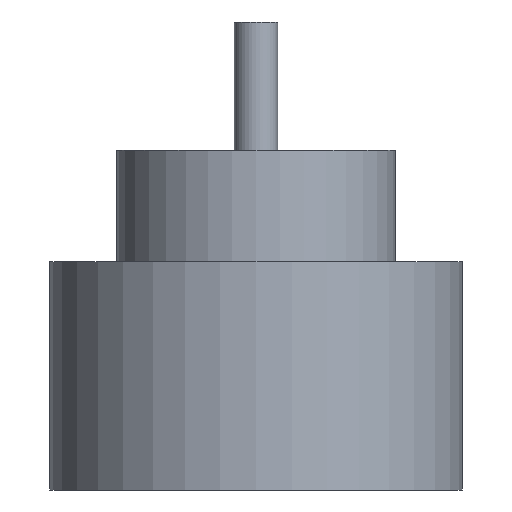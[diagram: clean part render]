
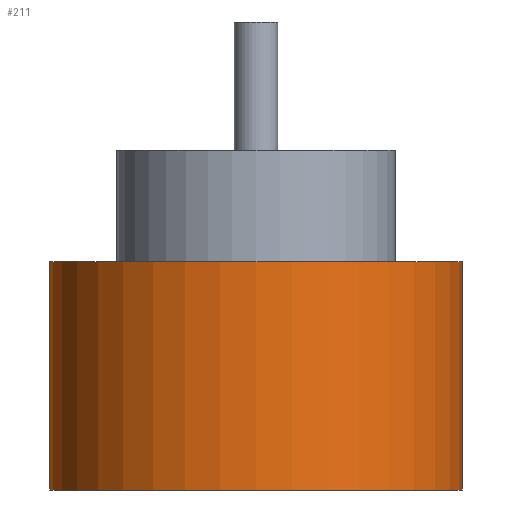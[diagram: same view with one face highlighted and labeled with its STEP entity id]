
A CAD part, front view. The second image highlights one B-rep face of the part: STEP entity #211.
In plain terms, the highlighted cylindrical face has radius 1.85 mm (diameter 3.7 mm), a partial arc.
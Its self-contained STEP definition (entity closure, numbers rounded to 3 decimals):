
#5 = CARTESIAN_POINT ( 'NONE',  ( 1.85, 0., 1.55 ) ) ;
#8 = AXIS2_PLACEMENT_3D ( 'NONE', #459, #792, #113 ) ;
#13 = EDGE_CURVE ( 'NONE', #579, #698, #777, .T. ) ;
#15 = CARTESIAN_POINT ( 'NONE',  ( -1.85, 0., 1.55 ) ) ;
#29 = EDGE_LOOP ( 'NONE', ( #480, #557, #436, #665 ) ) ;
#38 = LINE ( 'NONE', #364, #490 ) ;
#53 = CARTESIAN_POINT ( 'NONE',  ( 0., 0., 1.55 ) ) ;
#72 = VECTOR ( 'NONE', #638, 1000. ) ;
#78 = CARTESIAN_POINT ( 'NONE',  ( -1.85, 0., -0.5 ) ) ;
#81 = EDGE_CURVE ( 'NONE', #558, #690, #38, .T. ) ;
#104 = EDGE_CURVE ( 'NONE', #690, #698, #272, .T. ) ;
#113 = DIRECTION ( 'NONE',  ( 1., 0., 0. ) ) ;
#124 = DIRECTION ( 'NONE',  ( 0., 0., 1. ) ) ;
#127 = DIRECTION ( 'NONE',  ( -1., 0., 0. ) ) ;
#152 = EDGE_CURVE ( 'NONE', #558, #579, #319, .T. ) ;
#211 = ADVANCED_FACE ( 'NONE', ( #662 ), #730, .T. ) ;
#272 = CIRCLE ( 'NONE', #8, 1.85 ) ;
#306 = DIRECTION ( 'NONE',  ( 0., 0., -1. ) ) ;
#319 = CIRCLE ( 'NONE', #625, 1.85 ) ;
#364 = CARTESIAN_POINT ( 'NONE',  ( -1.85, 0., 2.55 ) ) ;
#369 = CARTESIAN_POINT ( 'NONE',  ( 1.85, 0., 2.55 ) ) ;
#436 = ORIENTED_EDGE ( 'NONE', *, *, #81, .T. ) ;
#459 = CARTESIAN_POINT ( 'NONE',  ( 0., 0., -0.5 ) ) ;
#480 = ORIENTED_EDGE ( 'NONE', *, *, #13, .F. ) ;
#490 = VECTOR ( 'NONE', #306, 1000. ) ;
#537 = DIRECTION ( 'NONE',  ( 0., 0., -1. ) ) ;
#557 = ORIENTED_EDGE ( 'NONE', *, *, #152, .F. ) ;
#558 = VERTEX_POINT ( 'NONE', #15 ) ;
#579 = VERTEX_POINT ( 'NONE', #5 ) ;
#600 = CARTESIAN_POINT ( 'NONE',  ( 0., 0., 2.55 ) ) ;
#625 = AXIS2_PLACEMENT_3D ( 'NONE', #53, #124, #647 ) ;
#634 = AXIS2_PLACEMENT_3D ( 'NONE', #600, #537, #127 ) ;
#638 = DIRECTION ( 'NONE',  ( 0., 0., -1. ) ) ;
#647 = DIRECTION ( 'NONE',  ( 1., 0., 0. ) ) ;
#662 = FACE_OUTER_BOUND ( 'NONE', #29, .T. ) ;
#665 = ORIENTED_EDGE ( 'NONE', *, *, #104, .T. ) ;
#690 = VERTEX_POINT ( 'NONE', #78 ) ;
#698 = VERTEX_POINT ( 'NONE', #770 ) ;
#730 = CYLINDRICAL_SURFACE ( 'NONE', #634, 1.85 ) ;
#770 = CARTESIAN_POINT ( 'NONE',  ( 1.85, 0., -0.5 ) ) ;
#777 = LINE ( 'NONE', #369, #72 ) ;
#792 = DIRECTION ( 'NONE',  ( 0., 0., 1. ) ) ;
